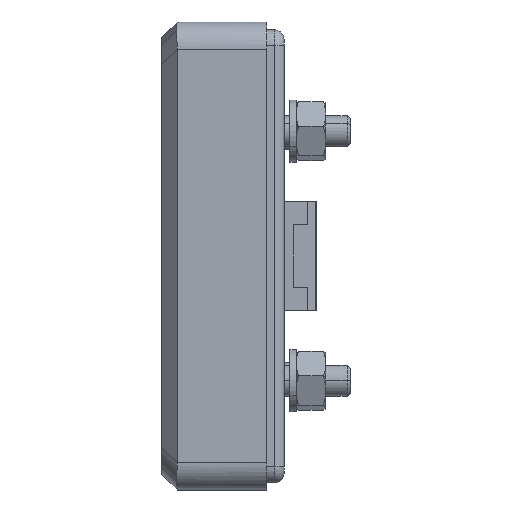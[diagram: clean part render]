
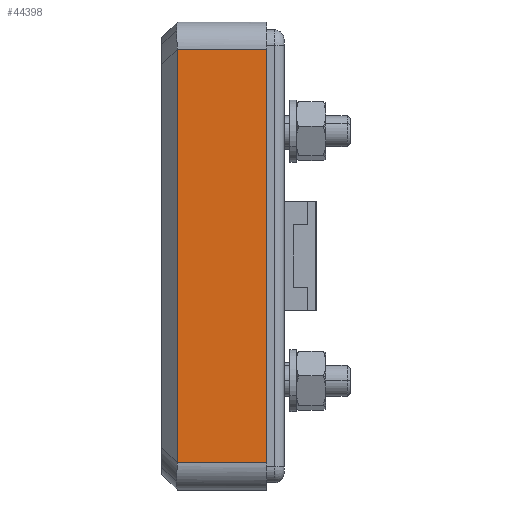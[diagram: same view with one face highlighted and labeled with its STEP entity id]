
A CAD part, left-side view. The second image highlights one B-rep face of the part: STEP entity #44398.
In plain terms, the highlighted planar face has unit normal (-1, 0, 0).
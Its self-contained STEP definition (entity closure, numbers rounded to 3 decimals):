
#55 = VECTOR ( 'NONE', #31855, 1000. ) ;
#1554 = VECTOR ( 'NONE', #44737, 1000. ) ;
#2292 = LINE ( 'NONE', #27250, #41017 ) ;
#2735 = VERTEX_POINT ( 'NONE', #35158 ) ;
#3110 = DIRECTION ( 'NONE',  ( 0., 0., 1. ) ) ;
#3389 = LINE ( 'NONE', #17627, #55 ) ;
#6315 = ORIENTED_EDGE ( 'NONE', *, *, #9591, .F. ) ;
#6769 = AXIS2_PLACEMENT_3D ( 'NONE', #20840, #35065, #3110 ) ;
#9032 = VERTEX_POINT ( 'NONE', #42304 ) ;
#9591 = EDGE_CURVE ( 'NONE', #13634, #43596, #2292, .T. ) ;
#10258 = EDGE_CURVE ( 'NONE', #43596, #2735, #3389, .T. ) ;
#12822 = DIRECTION ( 'NONE',  ( 0., 0., -1. ) ) ;
#12872 = ORIENTED_EDGE ( 'NONE', *, *, #19407, .F. ) ;
#13634 = VERTEX_POINT ( 'NONE', #28085 ) ;
#17512 = CARTESIAN_POINT ( 'NONE',  ( -74., 0., -26.5 ) ) ;
#17627 = CARTESIAN_POINT ( 'NONE',  ( -74., 0., -26.5 ) ) ;
#19326 = LINE ( 'NONE', #30737, #26461 ) ;
#19407 = EDGE_CURVE ( 'NONE', #2735, #9032, #19326, .T. ) ;
#20458 = ORIENTED_EDGE ( 'NONE', *, *, #31504, .F. ) ;
#20840 = CARTESIAN_POINT ( 'NONE',  ( -74., 0., -30. ) ) ;
#24321 = FACE_OUTER_BOUND ( 'NONE', #41255, .T. ) ;
#26461 = VECTOR ( 'NONE', #34015, 1000. ) ;
#27250 = CARTESIAN_POINT ( 'NONE',  ( -74., 0., 30. ) ) ;
#28085 = CARTESIAN_POINT ( 'NONE',  ( -74., 0., 26.5 ) ) ;
#30240 = CARTESIAN_POINT ( 'NONE',  ( -74., 0., 26.5 ) ) ;
#30737 = CARTESIAN_POINT ( 'NONE',  ( -74., 11.5, -15. ) ) ;
#31504 = EDGE_CURVE ( 'NONE', #9032, #13634, #37710, .T. ) ;
#31855 = DIRECTION ( 'NONE',  ( 0., 1., 0. ) ) ;
#34015 = DIRECTION ( 'NONE',  ( 0., 0., 1. ) ) ;
#35065 = DIRECTION ( 'NONE',  ( -1., 0., 0. ) ) ;
#35158 = CARTESIAN_POINT ( 'NONE',  ( -74., 11.5, -26.5 ) ) ;
#37259 = ORIENTED_EDGE ( 'NONE', *, *, #10258, .F. ) ;
#37710 = LINE ( 'NONE', #30240, #1554 ) ;
#38574 = PLANE ( 'NONE',  #6769 ) ;
#41017 = VECTOR ( 'NONE', #12822, 1000. ) ;
#41255 = EDGE_LOOP ( 'NONE', ( #20458, #12872, #37259, #6315 ) ) ;
#42304 = CARTESIAN_POINT ( 'NONE',  ( -74., 11.5, 26.5 ) ) ;
#43596 = VERTEX_POINT ( 'NONE', #17512 ) ;
#44398 = ADVANCED_FACE ( 'NONE', ( #24321 ), #38574, .T. ) ;
#44737 = DIRECTION ( 'NONE',  ( 0., -1., 0. ) ) ;
